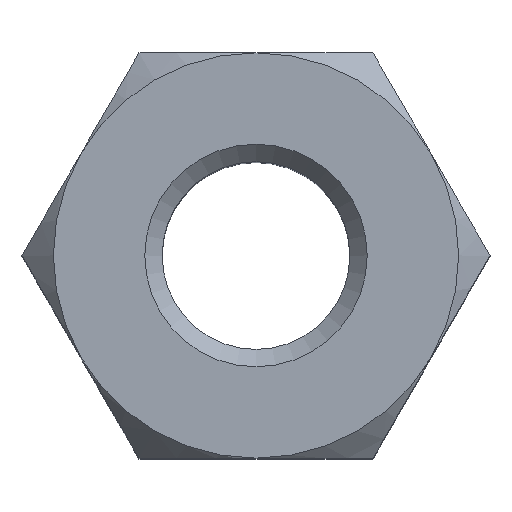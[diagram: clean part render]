
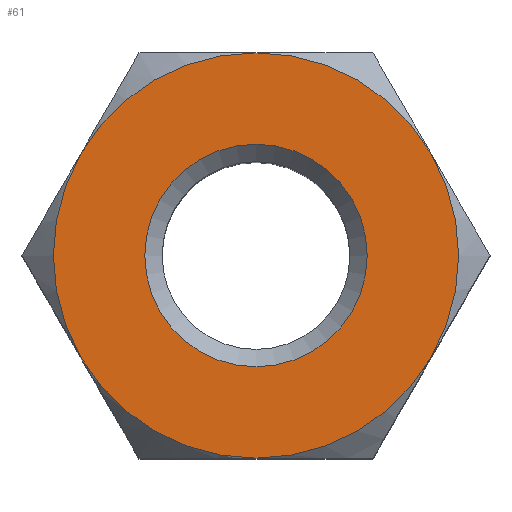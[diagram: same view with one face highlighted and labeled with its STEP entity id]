
A CAD part, top view. The second image highlights one B-rep face of the part: STEP entity #61.
In plain terms, the highlighted planar face has unit normal (0, 0, 1).
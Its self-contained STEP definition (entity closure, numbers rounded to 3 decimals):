
#61 = ADVANCED_FACE( '', ( #133, #134 ), #135, .T. );
#133 = FACE_BOUND( '', #214, .T. );
#134 = FACE_OUTER_BOUND( '', #215, .T. );
#135 = PLANE( '', #216 );
#214 = EDGE_LOOP( '', ( #313 ) );
#215 = EDGE_LOOP( '', ( #314, #315, #316, #317, #318, #319 ) );
#216 = AXIS2_PLACEMENT_3D( '', #320, #321, #322 );
#313 = ORIENTED_EDGE( '', *, *, #453, .T. );
#314 = ORIENTED_EDGE( '', *, *, #475, .F. );
#315 = ORIENTED_EDGE( '', *, *, #476, .F. );
#316 = ORIENTED_EDGE( '', *, *, #463, .F. );
#317 = ORIENTED_EDGE( '', *, *, #477, .T. );
#318 = ORIENTED_EDGE( '', *, *, #478, .F. );
#319 = ORIENTED_EDGE( '', *, *, #472, .F. );
#320 = CARTESIAN_POINT( '', ( 0., 0., 5. ) );
#321 = DIRECTION( '', ( 0., 0., 1. ) );
#322 = DIRECTION( '', ( 1., 0., 0. ) );
#453 = EDGE_CURVE( '', #524, #524, #525, .T. );
#463 = EDGE_CURVE( '', #540, #541, #542, .F. );
#472 = EDGE_CURVE( '', #553, #556, #557, .F. );
#475 = EDGE_CURVE( '', #560, #553, #561, .F. );
#476 = EDGE_CURVE( '', #541, #560, #562, .F. );
#477 = EDGE_CURVE( '', #540, #563, #564, .T. );
#478 = EDGE_CURVE( '', #556, #563, #565, .F. );
#524 = VERTEX_POINT( '', #621 );
#525 = CIRCLE( '', #622, 1.921 );
#540 = VERTEX_POINT( '', #661 );
#541 = VERTEX_POINT( '', #662 );
#542 = CIRCLE( '', #663, 3.5 );
#553 = VERTEX_POINT( '', #702 );
#556 = VERTEX_POINT( '', #712 );
#557 = CIRCLE( '', #713, 3.5 );
#560 = VERTEX_POINT( '', #723 );
#561 = CIRCLE( '', #724, 3.5 );
#562 = CIRCLE( '', #725, 3.5 );
#563 = VERTEX_POINT( '', #726 );
#564 = CIRCLE( '', #727, 3.5 );
#565 = CIRCLE( '', #728, 3.5 );
#621 = CARTESIAN_POINT( '', ( 0., 1.921, 5. ) );
#622 = AXIS2_PLACEMENT_3D( '', #876, #877, #878 );
#661 = CARTESIAN_POINT( '', ( 0., 3.5, 5. ) );
#662 = CARTESIAN_POINT( '', ( 3.031, 1.75, 5. ) );
#663 = AXIS2_PLACEMENT_3D( '', #885, #886, #887 );
#702 = CARTESIAN_POINT( '', ( 0., -3.5, 5. ) );
#712 = CARTESIAN_POINT( '', ( -3.031, -1.75, 5. ) );
#713 = AXIS2_PLACEMENT_3D( '', #891, #892, #893 );
#723 = CARTESIAN_POINT( '', ( 3.031, -1.75, 5. ) );
#724 = AXIS2_PLACEMENT_3D( '', #894, #895, #896 );
#725 = AXIS2_PLACEMENT_3D( '', #897, #898, #899 );
#726 = CARTESIAN_POINT( '', ( -3.031, 1.75, 5. ) );
#727 = AXIS2_PLACEMENT_3D( '', #900, #901, #902 );
#728 = AXIS2_PLACEMENT_3D( '', #903, #904, #905 );
#876 = CARTESIAN_POINT( '', ( 0., 0., 5. ) );
#877 = DIRECTION( '', ( 0., 0., -1. ) );
#878 = DIRECTION( '', ( 0., 1., 0. ) );
#885 = CARTESIAN_POINT( '', ( 0., 0., 5. ) );
#886 = DIRECTION( '', ( 0., 0., 1. ) );
#887 = DIRECTION( '', ( 1., 0., 0. ) );
#891 = CARTESIAN_POINT( '', ( 0., 0., 5. ) );
#892 = DIRECTION( '', ( 0., 0., 1. ) );
#893 = DIRECTION( '', ( 1., 0., 0. ) );
#894 = CARTESIAN_POINT( '', ( 0., 0., 5. ) );
#895 = DIRECTION( '', ( 0., 0., 1. ) );
#896 = DIRECTION( '', ( 1., 0., 0. ) );
#897 = CARTESIAN_POINT( '', ( 0., 0., 5. ) );
#898 = DIRECTION( '', ( 0., 0., 1. ) );
#899 = DIRECTION( '', ( 1., 0., 0. ) );
#900 = CARTESIAN_POINT( '', ( 0., 0., 5. ) );
#901 = DIRECTION( '', ( 0., 0., 1. ) );
#902 = DIRECTION( '', ( 1., 0., 0. ) );
#903 = CARTESIAN_POINT( '', ( 0., 0., 5. ) );
#904 = DIRECTION( '', ( 0., 0., 1. ) );
#905 = DIRECTION( '', ( 1., 0., 0. ) );
